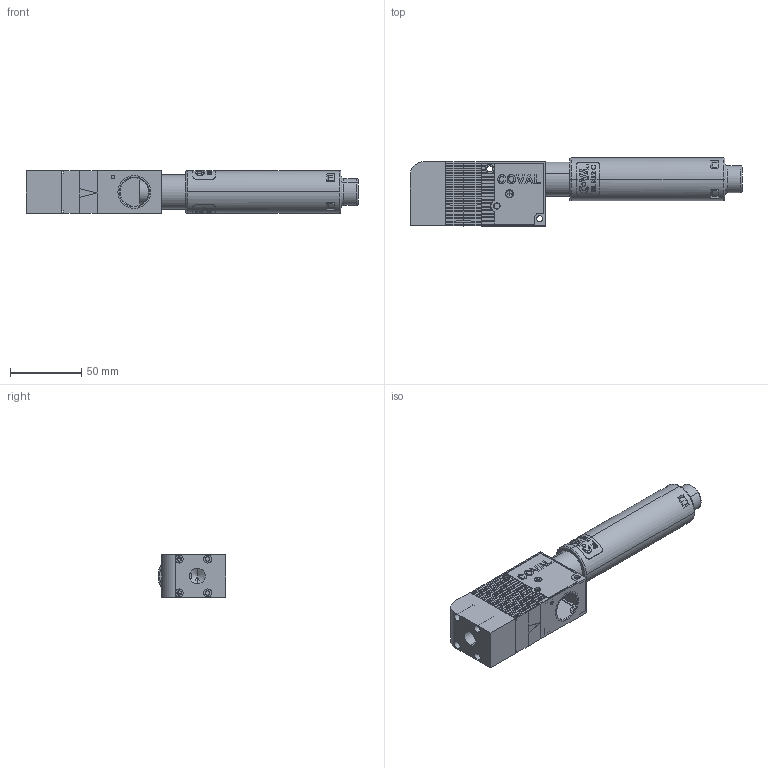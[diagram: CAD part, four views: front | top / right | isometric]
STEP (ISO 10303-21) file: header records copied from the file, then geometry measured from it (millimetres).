
FILE_DESCRIPTION(('STEP AP214'),'1');
FILE_NAME('COVAL_GEMP60X30VO.stp','2017-12-27T16:03:08',('TraceParts'),('TraceParts S.A.'),'Spatial InterOp 3D',' ',' ');
FILE_SCHEMA(('automotive_design'));
Length unit declared in the file: millimetre
Products named in the file (5): COVAL_GEMP60X30VO_1; COVAL_GEMP60X30VO_2; COVAL_GEMP60X30VO_3; COVAL_GEMP60X30VO_4; COVAL_GEMP60X30VO_5
Bounding box: 233 x 47.7 x 30 mm (x, y, z)
Volume: 77743.6 mm3; surface area: 67132.4 mm2
Topology: 19 solids, 19 shells, 1363 faces, 3632 edges, 2350 vertices
Faces by surface type: plane 836, cylinder 267, bspline 130, cone 96, torus 34
Entity records: 73785 total; most frequent: CARTESIAN_POINT 29499, ORIENTED_EDGE 7260, DIRECTION 6311, EDGE_CURVE 3630, LINE 2369, VECTOR 2369, VERTEX_POINT 2350, AXIS2_PLACEMENT_3D 1971
